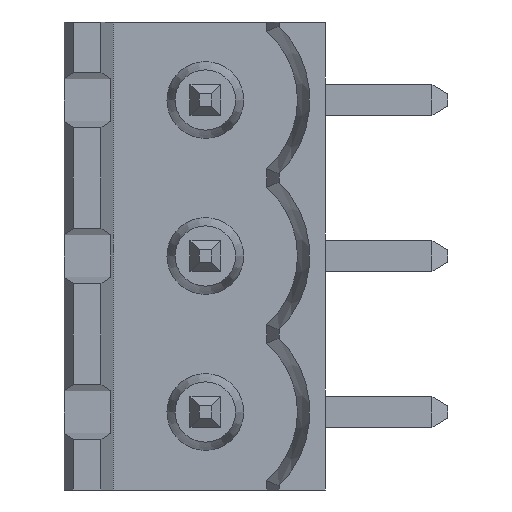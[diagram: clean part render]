
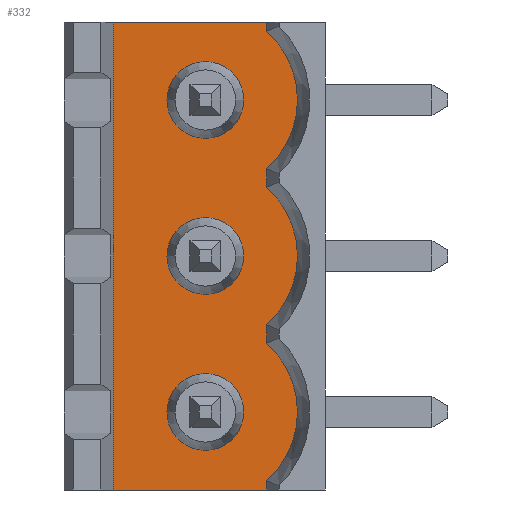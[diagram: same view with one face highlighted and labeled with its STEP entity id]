
A CAD part, left-side view. The second image highlights one B-rep face of the part: STEP entity #332.
In plain terms, the highlighted planar face has unit normal (-1, 0, 0).
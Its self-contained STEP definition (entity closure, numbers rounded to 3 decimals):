
#332 = ADVANCED_FACE( '', ( #773, #774, #775, #776 ), #777, .T. );
#773 = FACE_OUTER_BOUND( '', #1323, .T. );
#774 = FACE_BOUND( '', #1324, .T. );
#775 = FACE_BOUND( '', #1325, .T. );
#776 = FACE_BOUND( '', #1326, .T. );
#777 = PLANE( '', #1327 );
#1323 = EDGE_LOOP( '', ( #2282, #2283, #2284, #2285, #2286, #2287, #2288, #2289, #2290, #2291 ) );
#1324 = EDGE_LOOP( '', ( #2292 ) );
#1325 = EDGE_LOOP( '', ( #2293 ) );
#1326 = EDGE_LOOP( '', ( #2294 ) );
#1327 = AXIS2_PLACEMENT_3D( '', #2295, #2296, #2297 );
#2282 = ORIENTED_EDGE( '', *, *, #3633, .F. );
#2283 = ORIENTED_EDGE( '', *, *, #3634, .T. );
#2284 = ORIENTED_EDGE( '', *, *, #3635, .F. );
#2285 = ORIENTED_EDGE( '', *, *, #3385, .T. );
#2286 = ORIENTED_EDGE( '', *, *, #3636, .F. );
#2287 = ORIENTED_EDGE( '', *, *, #3637, .T. );
#2288 = ORIENTED_EDGE( '', *, *, #3533, .F. );
#2289 = ORIENTED_EDGE( '', *, *, #3638, .T. );
#2290 = ORIENTED_EDGE( '', *, *, #3639, .T. );
#2291 = ORIENTED_EDGE( '', *, *, #3640, .F. );
#2292 = ORIENTED_EDGE( '', *, *, #3641, .F. );
#2293 = ORIENTED_EDGE( '', *, *, #3642, .F. );
#2294 = ORIENTED_EDGE( '', *, *, #3575, .F. );
#2295 = CARTESIAN_POINT( '', ( 202.525, 198.11, -20.321 ) );
#2296 = DIRECTION( '', ( -1., 0., 0. ) );
#2297 = DIRECTION( '', ( 0., -1., 0. ) );
#3385 = EDGE_CURVE( '', #4098, #4099, #4100, .T. );
#3533 = EDGE_CURVE( '', #4343, #4345, #4346, .F. );
#3575 = EDGE_CURVE( '', #4415, #4415, #4416, .T. );
#3633 = EDGE_CURVE( '', #4500, #4501, #4502, .T. );
#3634 = EDGE_CURVE( '', #4500, #4503, #4504, .T. );
#3635 = EDGE_CURVE( '', #4098, #4503, #4505, .F. );
#3636 = EDGE_CURVE( '', #4506, #4099, #4507, .F. );
#3637 = EDGE_CURVE( '', #4506, #4345, #4508, .T. );
#3638 = EDGE_CURVE( '', #4343, #4509, #4510, .T. );
#3639 = EDGE_CURVE( '', #4509, #4511, #4512, .T. );
#3640 = EDGE_CURVE( '', #4501, #4511, #4513, .T. );
#3641 = EDGE_CURVE( '', #4514, #4514, #4515, .T. );
#3642 = EDGE_CURVE( '', #4516, #4516, #4517, .T. );
#4098 = VERTEX_POINT( '', #5111 );
#4099 = VERTEX_POINT( '', #5112 );
#4100 = LINE( '', #5113, #5114 );
#4343 = VERTEX_POINT( '', #5470 );
#4345 = VERTEX_POINT( '', #5473 );
#4346 = CIRCLE( '', #5474, 3. );
#4415 = VERTEX_POINT( '', #5570 );
#4416 = CIRCLE( '', #5571, 1.25 );
#4500 = VERTEX_POINT( '', #5701 );
#4501 = VERTEX_POINT( '', #5702 );
#4502 = LINE( '', #5703, #5704 );
#4503 = VERTEX_POINT( '', #5705 );
#4504 = LINE( '', #5706, #5707 );
#4505 = CIRCLE( '', #5708, 3. );
#4506 = VERTEX_POINT( '', #5709 );
#4507 = CIRCLE( '', #5710, 3. );
#4508 = LINE( '', #5711, #5712 );
#4509 = VERTEX_POINT( '', #5713 );
#4510 = LINE( '', #5714, #5715 );
#4511 = VERTEX_POINT( '', #5716 );
#4512 = LINE( '', #5717, #5718 );
#4513 = LINE( '', #5719, #5720 );
#4514 = VERTEX_POINT( '', #5721 );
#4515 = CIRCLE( '', #5722, 1.25 );
#4516 = VERTEX_POINT( '', #5723 );
#4517 = CIRCLE( '', #5724, 1.25 );
#5111 = CARTESIAN_POINT( '', ( 202.525, 198.11, 55.576 ) );
#5112 = CARTESIAN_POINT( '', ( 202.525, 198.11, 56.184 ) );
#5113 = CARTESIAN_POINT( '', ( 202.525, 198.11, -5.081 ) );
#5114 = VECTOR( '', #6299, 1000. );
#5470 = CARTESIAN_POINT( '', ( 202.525, 198.11, 65.736 ) );
#5473 = CARTESIAN_POINT( '', ( 202.525, 198.11, 61.264 ) );
#5474 = AXIS2_PLACEMENT_3D( '', #6429, #6430, #6431 );
#5570 = CARTESIAN_POINT( '', ( 202.525, 198.86, 58.42 ) );
#5571 = AXIS2_PLACEMENT_3D( '', #6474, #6475, #6476 );
#5701 = CARTESIAN_POINT( '', ( 202.525, 198.11, 50.8 ) );
#5702 = CARTESIAN_POINT( '', ( 202.525, 203.11, 50.8 ) );
#5703 = CARTESIAN_POINT( '', ( 202.525, 198.11, 50.8 ) );
#5704 = VECTOR( '', #6523, 1000. );
#5705 = CARTESIAN_POINT( '', ( 202.525, 198.11, 51.104 ) );
#5706 = CARTESIAN_POINT( '', ( 202.525, 198.11, -10.161 ) );
#5707 = VECTOR( '', #6524, 1000. );
#5708 = AXIS2_PLACEMENT_3D( '', #6525, #6526, #6527 );
#5709 = CARTESIAN_POINT( '', ( 202.525, 198.11, 60.656 ) );
#5710 = AXIS2_PLACEMENT_3D( '', #6528, #6529, #6530 );
#5711 = CARTESIAN_POINT( '', ( 202.525, 198.11, -0.001 ) );
#5712 = VECTOR( '', #6531, 1000. );
#5713 = CARTESIAN_POINT( '', ( 202.525, 198.11, 66.04 ) );
#5714 = CARTESIAN_POINT( '', ( 202.525, 198.11, 5.079 ) );
#5715 = VECTOR( '', #6532, 1000. );
#5716 = CARTESIAN_POINT( '', ( 202.525, 203.11, 66.04 ) );
#5717 = CARTESIAN_POINT( '', ( 202.525, 198.11, 66.04 ) );
#5718 = VECTOR( '', #6533, 1000. );
#5719 = CARTESIAN_POINT( '', ( 202.525, 203.11, -20.321 ) );
#5720 = VECTOR( '', #6534, 1000. );
#5721 = CARTESIAN_POINT( '', ( 202.525, 198.86, 53.34 ) );
#5722 = AXIS2_PLACEMENT_3D( '', #6535, #6536, #6537 );
#5723 = CARTESIAN_POINT( '', ( 202.525, 198.86, 63.5 ) );
#5724 = AXIS2_PLACEMENT_3D( '', #6538, #6539, #6540 );
#6299 = DIRECTION( '', ( 0., 0., 1. ) );
#6429 = CARTESIAN_POINT( '', ( 202.525, 200.11, 63.5 ) );
#6430 = DIRECTION( '', ( -1., 0., 0. ) );
#6431 = DIRECTION( '', ( 0., -1., 0. ) );
#6474 = CARTESIAN_POINT( '', ( 202.525, 200.11, 58.42 ) );
#6475 = DIRECTION( '', ( -1., 0., 0. ) );
#6476 = DIRECTION( '', ( 0., -1., 0. ) );
#6523 = DIRECTION( '', ( 0., 1., 0. ) );
#6524 = DIRECTION( '', ( 0., 0., 1. ) );
#6525 = CARTESIAN_POINT( '', ( 202.525, 200.11, 53.34 ) );
#6526 = DIRECTION( '', ( -1., 0., 0. ) );
#6527 = DIRECTION( '', ( 0., -1., 0. ) );
#6528 = CARTESIAN_POINT( '', ( 202.525, 200.11, 58.42 ) );
#6529 = DIRECTION( '', ( -1., 0., 0. ) );
#6530 = DIRECTION( '', ( 0., -1., 0. ) );
#6531 = DIRECTION( '', ( 0., 0., 1. ) );
#6532 = DIRECTION( '', ( 0., 0., 1. ) );
#6533 = DIRECTION( '', ( 0., 1., 0. ) );
#6534 = DIRECTION( '', ( 0., 0., 1. ) );
#6535 = CARTESIAN_POINT( '', ( 202.525, 200.11, 53.34 ) );
#6536 = DIRECTION( '', ( -1., 0., 0. ) );
#6537 = DIRECTION( '', ( 0., -1., 0. ) );
#6538 = CARTESIAN_POINT( '', ( 202.525, 200.11, 63.5 ) );
#6539 = DIRECTION( '', ( -1., 0., 0. ) );
#6540 = DIRECTION( '', ( 0., -1., 0. ) );
